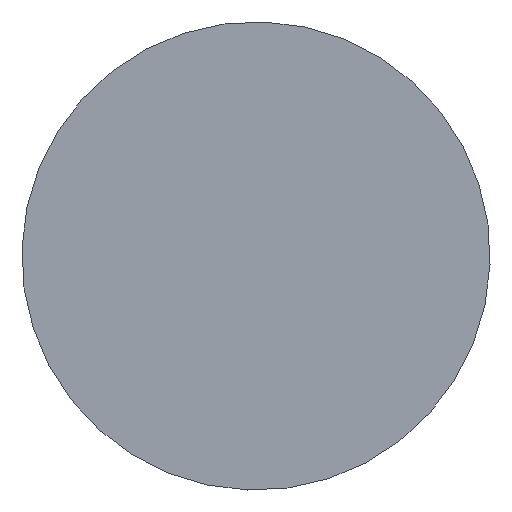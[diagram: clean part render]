
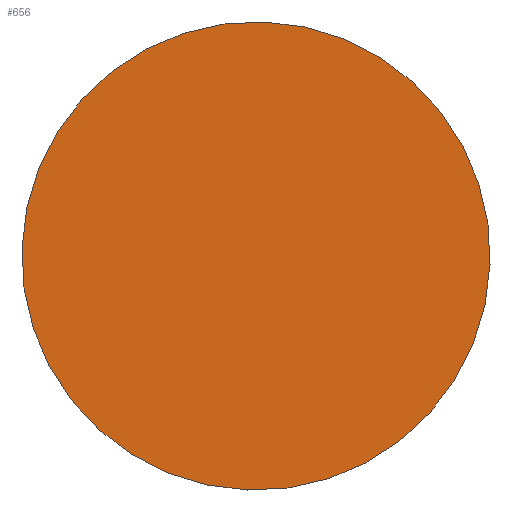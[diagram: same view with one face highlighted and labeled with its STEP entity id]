
A CAD part, left-side view. The second image highlights one B-rep face of the part: STEP entity #656.
In plain terms, the highlighted face is planar.
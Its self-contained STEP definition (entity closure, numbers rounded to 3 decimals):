
#89=FACE_OUTER_BOUND('',#135,.T.);
#135=EDGE_LOOP('',(#582));
#275=CIRCLE('',#800,7.5);
#331=VERTEX_POINT('',#1195);
#415=EDGE_CURVE('',#331,#331,#275,.T.);
#582=ORIENTED_EDGE('',*,*,#415,.T.);
#615=PLANE('',#801);
#656=ADVANCED_FACE('',(#89),#615,.F.);
#800=AXIS2_PLACEMENT_3D('',#1197,#1003,#1004);
#801=AXIS2_PLACEMENT_3D('',#1198,#1005,#1006);
#1003=DIRECTION('center_axis',(0.,-1.,0.));
#1004=DIRECTION('ref_axis',(1.,0.,0.));
#1005=DIRECTION('center_axis',(0.,1.,0.));
#1006=DIRECTION('ref_axis',(0.,0.,1.));
#1195=CARTESIAN_POINT('',(-7.5,0.,0.));
#1197=CARTESIAN_POINT('Origin',(0.,0.,0.));
#1198=CARTESIAN_POINT('Origin',(0.,0.,0.));
